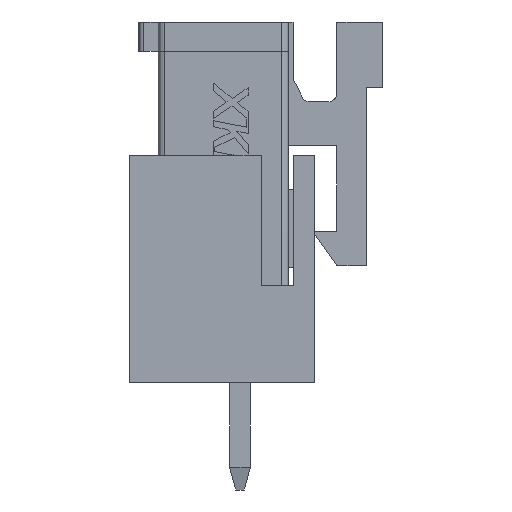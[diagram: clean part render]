
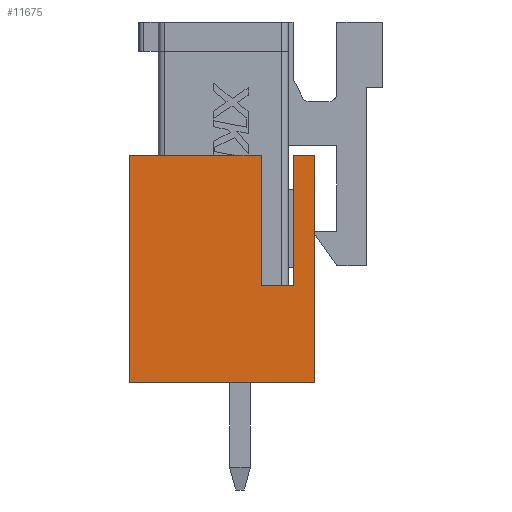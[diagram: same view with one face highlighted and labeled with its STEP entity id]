
A CAD part, left-side view. The second image highlights one B-rep face of the part: STEP entity #11675.
In plain terms, the highlighted planar face has unit normal (-1, 0, 0).
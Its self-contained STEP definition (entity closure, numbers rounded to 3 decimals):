
#110 = CARTESIAN_POINT ( 'NONE',  ( -6.25, 5.7, 7. ) ) ;
#308 = AXIS2_PLACEMENT_3D ( 'NONE', #10600, #2228, #1258 ) ;
#515 = EDGE_CURVE ( 'NONE', #4401, #9850, #6607, .T. ) ;
#680 = VECTOR ( 'NONE', #10525, 1000. ) ;
#820 = CARTESIAN_POINT ( 'NONE',  ( -6.25, 1.65, 7. ) ) ;
#1058 = ORIENTED_EDGE ( 'NONE', *, *, #8620, .T. ) ;
#1258 = DIRECTION ( 'NONE',  ( 0., 1., 0. ) ) ;
#1261 = CARTESIAN_POINT ( 'NONE',  ( -6.25, 5.7, 7. ) ) ;
#1277 = EDGE_LOOP ( 'NONE', ( #5384, #1058, #2330, #7732, #1365, #11533, #10841, #6845 ) ) ;
#1309 = LINE ( 'NONE', #9559, #680 ) ;
#1365 = ORIENTED_EDGE ( 'NONE', *, *, #9404, .T. ) ;
#1524 = EDGE_CURVE ( 'NONE', #10553, #9202, #11391, .T. ) ;
#2228 = DIRECTION ( 'NONE',  ( 1., 0., 0. ) ) ;
#2239 = VECTOR ( 'NONE', #11154, 1000. ) ;
#2330 = ORIENTED_EDGE ( 'NONE', *, *, #5697, .F. ) ;
#2408 = VERTEX_POINT ( 'NONE', #10694 ) ;
#2588 = VECTOR ( 'NONE', #8852, 1000. ) ;
#2695 = CARTESIAN_POINT ( 'NONE',  ( -6.25, 1.65, 7. ) ) ;
#2707 = DIRECTION ( 'NONE',  ( 0., 0., 1. ) ) ;
#3087 = DIRECTION ( 'NONE',  ( 0., 0., -1. ) ) ;
#3100 = CARTESIAN_POINT ( 'NONE',  ( -6.25, 5.7, 0. ) ) ;
#3313 = PLANE ( 'NONE',  #308 ) ;
#3818 = CARTESIAN_POINT ( 'NONE',  ( -6.25, 0., 7. ) ) ;
#4401 = VERTEX_POINT ( 'NONE', #3818 ) ;
#4538 = LINE ( 'NONE', #7208, #11345 ) ;
#5276 = LINE ( 'NONE', #8732, #2588 ) ;
#5384 = ORIENTED_EDGE ( 'NONE', *, *, #8820, .F. ) ;
#5446 = LINE ( 'NONE', #10909, #5909 ) ;
#5454 = VECTOR ( 'NONE', #9066, 1000. ) ;
#5697 = EDGE_CURVE ( 'NONE', #9202, #7445, #9123, .T. ) ;
#5909 = VECTOR ( 'NONE', #2707, 1000. ) ;
#5941 = FACE_OUTER_BOUND ( 'NONE', #1277, .T. ) ;
#6488 = CARTESIAN_POINT ( 'NONE',  ( -6.25, 0., 7. ) ) ;
#6607 = LINE ( 'NONE', #6488, #7696 ) ;
#6845 = ORIENTED_EDGE ( 'NONE', *, *, #9946, .F. ) ;
#7208 = CARTESIAN_POINT ( 'NONE',  ( -6.25, 5.7, 7. ) ) ;
#7265 = LINE ( 'NONE', #7442, #2239 ) ;
#7442 = CARTESIAN_POINT ( 'NONE',  ( -6.25, 5.7, 0. ) ) ;
#7445 = VERTEX_POINT ( 'NONE', #9729 ) ;
#7696 = VECTOR ( 'NONE', #3087, 1000. ) ;
#7732 = ORIENTED_EDGE ( 'NONE', *, *, #1524, .F. ) ;
#7855 = CARTESIAN_POINT ( 'NONE',  ( -6.25, 0.65, 7. ) ) ;
#8064 = CARTESIAN_POINT ( 'NONE',  ( -6.25, 0., 0. ) ) ;
#8412 = DIRECTION ( 'NONE',  ( 0., -1., 0. ) ) ;
#8620 = EDGE_CURVE ( 'NONE', #2408, #7445, #5276, .T. ) ;
#8732 = CARTESIAN_POINT ( 'NONE',  ( -6.25, 5.7, 3. ) ) ;
#8820 = EDGE_CURVE ( 'NONE', #2408, #9448, #5446, .T. ) ;
#8852 = DIRECTION ( 'NONE',  ( 0., 1., 0. ) ) ;
#9066 = DIRECTION ( 'NONE',  ( 0., 0., -1. ) ) ;
#9123 = LINE ( 'NONE', #820, #5454 ) ;
#9202 = VERTEX_POINT ( 'NONE', #2695 ) ;
#9207 = DIRECTION ( 'NONE',  ( 0., -1., 0. ) ) ;
#9404 = EDGE_CURVE ( 'NONE', #10553, #11946, #1309, .T. ) ;
#9448 = VERTEX_POINT ( 'NONE', #7855 ) ;
#9559 = CARTESIAN_POINT ( 'NONE',  ( -6.25, 5.7, 7. ) ) ;
#9729 = CARTESIAN_POINT ( 'NONE',  ( -6.25, 1.65, 3. ) ) ;
#9850 = VERTEX_POINT ( 'NONE', #8064 ) ;
#9946 = EDGE_CURVE ( 'NONE', #9448, #4401, #4538, .T. ) ;
#10007 = EDGE_CURVE ( 'NONE', #11946, #9850, #7265, .T. ) ;
#10423 = VECTOR ( 'NONE', #8412, 1000. ) ;
#10525 = DIRECTION ( 'NONE',  ( 0., 0., -1. ) ) ;
#10553 = VERTEX_POINT ( 'NONE', #110 ) ;
#10600 = CARTESIAN_POINT ( 'NONE',  ( -6.25, 5.7, 7. ) ) ;
#10694 = CARTESIAN_POINT ( 'NONE',  ( -6.25, 0.65, 3. ) ) ;
#10841 = ORIENTED_EDGE ( 'NONE', *, *, #515, .F. ) ;
#10909 = CARTESIAN_POINT ( 'NONE',  ( -6.25, 0.65, 7. ) ) ;
#11154 = DIRECTION ( 'NONE',  ( 0., -1., 0. ) ) ;
#11345 = VECTOR ( 'NONE', #9207, 1000. ) ;
#11391 = LINE ( 'NONE', #1261, #10423 ) ;
#11533 = ORIENTED_EDGE ( 'NONE', *, *, #10007, .T. ) ;
#11675 = ADVANCED_FACE ( 'NONE', ( #5941 ), #3313, .F. ) ;
#11946 = VERTEX_POINT ( 'NONE', #3100 ) ;
